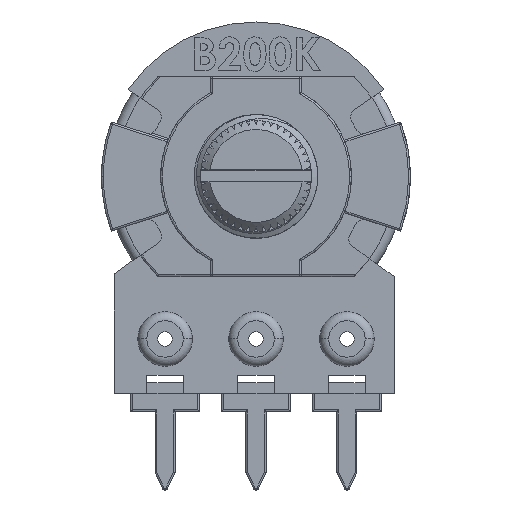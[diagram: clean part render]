
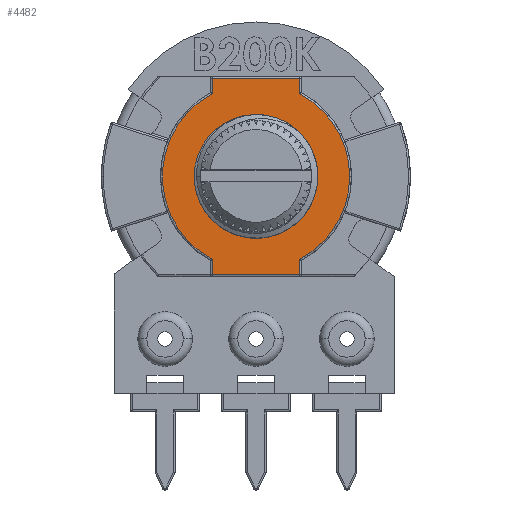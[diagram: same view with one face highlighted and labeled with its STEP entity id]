
A CAD part, top view. The second image highlights one B-rep face of the part: STEP entity #4482.
In plain terms, the highlighted planar face has unit normal (0, 0, 1).
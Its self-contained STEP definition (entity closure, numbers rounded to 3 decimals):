
#40 = DIRECTION ( 'NONE',  ( 0., -1., 0. ) ) ;
#312 = EDGE_LOOP ( 'NONE', ( #1478, #14651, #6359, #10612, #6528, #15706, #6268, #11058, #6822 ) ) ;
#490 = VERTEX_POINT ( 'NONE', #10163 ) ;
#526 = CARTESIAN_POINT ( 'NONE',  ( 5.15, 0., 2.2 ) ) ;
#574 = DIRECTION ( 'NONE',  ( 0., 0., 1. ) ) ;
#934 = VECTOR ( 'NONE', #8370, 1000. ) ;
#1058 = CIRCLE ( 'NONE', #1313, 5.15 ) ;
#1230 = CARTESIAN_POINT ( 'NONE',  ( -2.4, -4.557, 2.2 ) ) ;
#1282 = DIRECTION ( 'NONE',  ( 0., 0., 1. ) ) ;
#1313 = AXIS2_PLACEMENT_3D ( 'NONE', #14938, #5655, #16468 ) ;
#1478 = ORIENTED_EDGE ( 'NONE', *, *, #9821, .T. ) ;
#1925 = CARTESIAN_POINT ( 'NONE',  ( -2.4, 4.557, 2.2 ) ) ;
#1936 = VERTEX_POINT ( 'NONE', #3517 ) ;
#2617 = DIRECTION ( 'NONE',  ( 0., 0., 1. ) ) ;
#2960 = EDGE_CURVE ( 'NONE', #19943, #11262, #9098, .T. ) ;
#2997 = CARTESIAN_POINT ( 'NONE',  ( -2.4, 4.617, 2.2 ) ) ;
#3090 = DIRECTION ( 'NONE',  ( 0., -1., 0. ) ) ;
#3093 = VERTEX_POINT ( 'NONE', #7119 ) ;
#3186 = DIRECTION ( 'NONE',  ( 1., 0., 0. ) ) ;
#3517 = CARTESIAN_POINT ( 'NONE',  ( -2.4, 5.4, 2.2 ) ) ;
#3794 = AXIS2_PLACEMENT_3D ( 'NONE', #5743, #16552, #7313 ) ;
#4034 = EDGE_CURVE ( 'NONE', #1936, #4546, #5896, .T. ) ;
#4482 = ADVANCED_FACE ( 'NONE', ( #14613, #18696 ), #7387, .T. ) ;
#4546 = VERTEX_POINT ( 'NONE', #1925 ) ;
#4755 = CARTESIAN_POINT ( 'NONE',  ( 2.4, 5.5, 2.2 ) ) ;
#5548 = EDGE_CURVE ( 'NONE', #11262, #18697, #1058, .T. ) ;
#5655 = DIRECTION ( 'NONE',  ( 0., 0., 1. ) ) ;
#5743 = CARTESIAN_POINT ( 'NONE',  ( 0., 0., 2.2 ) ) ;
#5748 = CIRCLE ( 'NONE', #14772, 3.4 ) ;
#5896 = LINE ( 'NONE', #2997, #14130 ) ;
#5919 = VERTEX_POINT ( 'NONE', #11179 ) ;
#6096 = LINE ( 'NONE', #10797, #12896 ) ;
#6268 = ORIENTED_EDGE ( 'NONE', *, *, #18751, .T. ) ;
#6359 = ORIENTED_EDGE ( 'NONE', *, *, #2960, .T. ) ;
#6426 = CARTESIAN_POINT ( 'NONE',  ( 0., 0., 2.2 ) ) ;
#6528 = ORIENTED_EDGE ( 'NONE', *, *, #9080, .T. ) ;
#6789 = CARTESIAN_POINT ( 'NONE',  ( -2.5, 5.4, 2.2 ) ) ;
#6822 = ORIENTED_EDGE ( 'NONE', *, *, #13254, .T. ) ;
#7119 = CARTESIAN_POINT ( 'NONE',  ( 2.4, 4.557, 2.2 ) ) ;
#7313 = DIRECTION ( 'NONE',  ( 1., 0., 0. ) ) ;
#7387 = PLANE ( 'NONE',  #7693 ) ;
#7693 = AXIS2_PLACEMENT_3D ( 'NONE', #19750, #1282, #12034 ) ;
#7788 = CARTESIAN_POINT ( 'NONE',  ( 2.5, -5.4, 2.2 ) ) ;
#7929 = VERTEX_POINT ( 'NONE', #15184 ) ;
#8004 = DIRECTION ( 'NONE',  ( 1., 0., 0. ) ) ;
#8297 = CARTESIAN_POINT ( 'NONE',  ( 2.4, -4.617, 2.2 ) ) ;
#8370 = DIRECTION ( 'NONE',  ( 0., 1., 0. ) ) ;
#8954 = LINE ( 'NONE', #6789, #17143 ) ;
#9080 = EDGE_CURVE ( 'NONE', #18697, #3093, #12177, .T. ) ;
#9098 = LINE ( 'NONE', #8297, #934 ) ;
#9758 = CARTESIAN_POINT ( 'NONE',  ( 0., 0., 2.2 ) ) ;
#9821 = EDGE_CURVE ( 'NONE', #10198, #7929, #6096, .T. ) ;
#10043 = CARTESIAN_POINT ( 'NONE',  ( 2.4, -4.557, 2.2 ) ) ;
#10163 = CARTESIAN_POINT ( 'NONE',  ( 0., -3.4, 2.2 ) ) ;
#10198 = VERTEX_POINT ( 'NONE', #1230 ) ;
#10612 = ORIENTED_EDGE ( 'NONE', *, *, #5548, .T. ) ;
#10795 = ORIENTED_EDGE ( 'NONE', *, *, #12044, .F. ) ;
#10797 = CARTESIAN_POINT ( 'NONE',  ( -2.4, -5.5, 2.2 ) ) ;
#10821 = VERTEX_POINT ( 'NONE', #15795 ) ;
#11058 = ORIENTED_EDGE ( 'NONE', *, *, #4034, .T. ) ;
#11179 = CARTESIAN_POINT ( 'NONE',  ( -2.404, -2.404, 2.2 ) ) ;
#11262 = VERTEX_POINT ( 'NONE', #10043 ) ;
#11308 = DIRECTION ( 'NONE',  ( 1., 0., 0. ) ) ;
#11860 = CARTESIAN_POINT ( 'NONE',  ( 0., 0., 2.2 ) ) ;
#12034 = DIRECTION ( 'NONE',  ( 1., 0., 0. ) ) ;
#12044 = EDGE_CURVE ( 'NONE', #5919, #490, #12086, .T. ) ;
#12086 = CIRCLE ( 'NONE', #3794, 3.4 ) ;
#12177 = CIRCLE ( 'NONE', #18366, 5.15 ) ;
#12657 = EDGE_CURVE ( 'NONE', #3093, #10821, #15455, .T. ) ;
#12682 = AXIS2_PLACEMENT_3D ( 'NONE', #6426, #17237, #8004 ) ;
#12896 = VECTOR ( 'NONE', #3090, 1000. ) ;
#12954 = LINE ( 'NONE', #7788, #16558 ) ;
#13254 = EDGE_CURVE ( 'NONE', #4546, #10198, #14958, .T. ) ;
#13383 = EDGE_CURVE ( 'NONE', #490, #5919, #5748, .T. ) ;
#13433 = DIRECTION ( 'NONE',  ( 1., 0., 0. ) ) ;
#13614 = CARTESIAN_POINT ( 'NONE',  ( 2.4, -5.4, 2.2 ) ) ;
#14023 = DIRECTION ( 'NONE',  ( 0., 1., 0. ) ) ;
#14130 = VECTOR ( 'NONE', #40, 1000. ) ;
#14556 = ORIENTED_EDGE ( 'NONE', *, *, #13383, .F. ) ;
#14613 = FACE_OUTER_BOUND ( 'NONE', #312, .T. ) ;
#14651 = ORIENTED_EDGE ( 'NONE', *, *, #16931, .T. ) ;
#14772 = AXIS2_PLACEMENT_3D ( 'NONE', #9758, #574, #11308 ) ;
#14938 = CARTESIAN_POINT ( 'NONE',  ( 0., 0., 2.2 ) ) ;
#14958 = CIRCLE ( 'NONE', #12682, 5.15 ) ;
#15184 = CARTESIAN_POINT ( 'NONE',  ( -2.4, -5.4, 2.2 ) ) ;
#15455 = LINE ( 'NONE', #4755, #19081 ) ;
#15706 = ORIENTED_EDGE ( 'NONE', *, *, #12657, .T. ) ;
#15795 = CARTESIAN_POINT ( 'NONE',  ( 2.4, 5.4, 2.2 ) ) ;
#15817 = EDGE_LOOP ( 'NONE', ( #14556, #10795 ) ) ;
#16468 = DIRECTION ( 'NONE',  ( 1., 0., 0. ) ) ;
#16552 = DIRECTION ( 'NONE',  ( 0., 0., 1. ) ) ;
#16558 = VECTOR ( 'NONE', #3186, 1000. ) ;
#16931 = EDGE_CURVE ( 'NONE', #7929, #19943, #12954, .T. ) ;
#17143 = VECTOR ( 'NONE', #17595, 1000. ) ;
#17237 = DIRECTION ( 'NONE',  ( 0., 0., 1. ) ) ;
#17595 = DIRECTION ( 'NONE',  ( -1., 0., 0. ) ) ;
#18366 = AXIS2_PLACEMENT_3D ( 'NONE', #11860, #2617, #13433 ) ;
#18696 = FACE_BOUND ( 'NONE', #15817, .T. ) ;
#18697 = VERTEX_POINT ( 'NONE', #526 ) ;
#18751 = EDGE_CURVE ( 'NONE', #10821, #1936, #8954, .T. ) ;
#19081 = VECTOR ( 'NONE', #14023, 1000. ) ;
#19750 = CARTESIAN_POINT ( 'NONE',  ( 0., 0., 2.2 ) ) ;
#19943 = VERTEX_POINT ( 'NONE', #13614 ) ;
